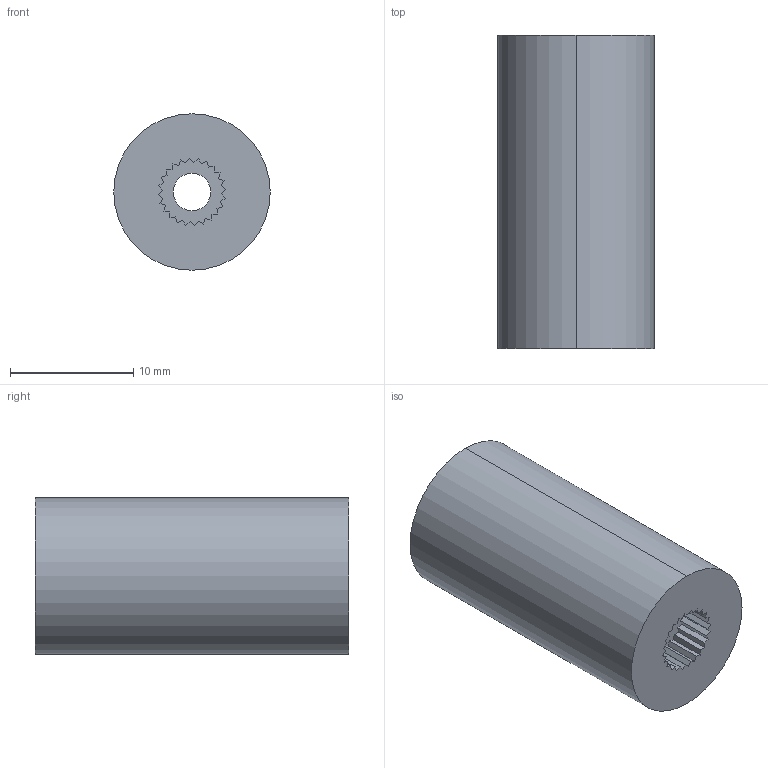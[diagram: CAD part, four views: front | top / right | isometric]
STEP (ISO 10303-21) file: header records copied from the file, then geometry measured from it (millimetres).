
FILE_DESCRIPTION (( 'STEP AP203' ), '1' );
FILE_NAME ('525128.STEP', '2014-07-10T15:39:04', ( 'Kyle' ), ( 'Microsoft' ), 'SwSTEP 2.0', 'SolidWorks 2014', '' );
FILE_SCHEMA (( 'CONFIG_CONTROL_DESIGN' ));
Length unit declared in the file: inch
Products named in the file (1): 525128
Bounding box: 12.69 x 25.4 x 12.69 mm (x, y, z)
Volume: 2189.2 mm3; surface area: 1833.5 mm2
Topology: 1 solids, 1 shells, 58 faces, 162 edges, 108 vertices
Faces by surface type: plane 52, cylinder 6
Entity records: 1921 total; most frequent: CARTESIAN_POINT 329, ORIENTED_EDGE 324, DIRECTION 292, EDGE_CURVE 162, VECTOR 150, LINE 150, VERTEX_POINT 108, AXIS2_PLACEMENT_3D 71
